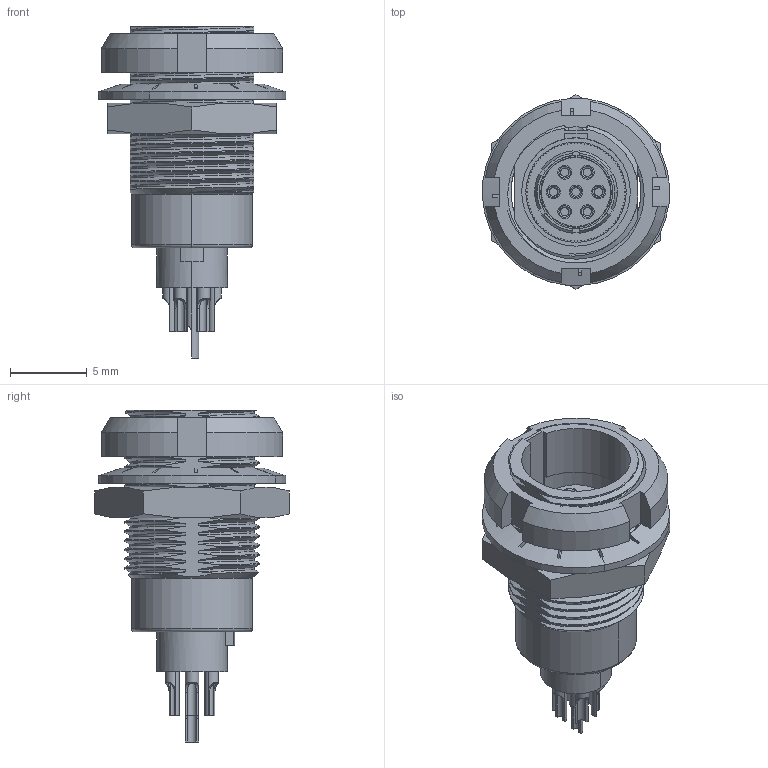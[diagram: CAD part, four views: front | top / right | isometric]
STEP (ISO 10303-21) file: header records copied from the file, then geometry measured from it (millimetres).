
FILE_DESCRIPTION (( 'STEP AP203' ), '1' );
FILE_NAME ('51-00027_revA.STEP', '2018-03-29T16:59:29', ( '' ), ( '' ), 'SwSTEP 2.0', 'SolidWorks 2015', '' );
FILE_SCHEMA (( 'CONFIG_CONTROL_DESIGN' ));
Length unit declared in the file: millimetre
Products named in the file (7): PPL7-panel mount front nut; PPL7-panel mount shell; PPL7-insulator carrier-female; PPL7-lock washer; PPL7-P7 female; 51-00027_revA; PPL7-panel mount nut
Assembly tree (6 placements, depth 2):
  51-00027_revA
    PPL7-insulator carrier-female
    PPL7-P7 female
    PPL7-panel mount shell
    PPL7-panel mount front nut
    PPL7-panel mount nut
    PPL7-lock washer
Bounding box: 12.23 x 12.7 x 21.7 mm (x, y, z)
Volume: 692.1 mm3; surface area: 2816.2 mm2
Topology: 15 solids, 15 shells, 1020 faces, 2807 edges, 1841 vertices
Faces by surface type: cylinder 467, plane 379, bspline 122, cone 36, torus 16
Entity records: 91420 total; most frequent: CARTESIAN_POINT 66615, ORIENTED_EDGE 5586, DIRECTION 4442, EDGE_CURVE 2793, VERTEX_POINT 1841, AXIS2_PLACEMENT_3D 1633, LINE 1176, VECTOR 1176
